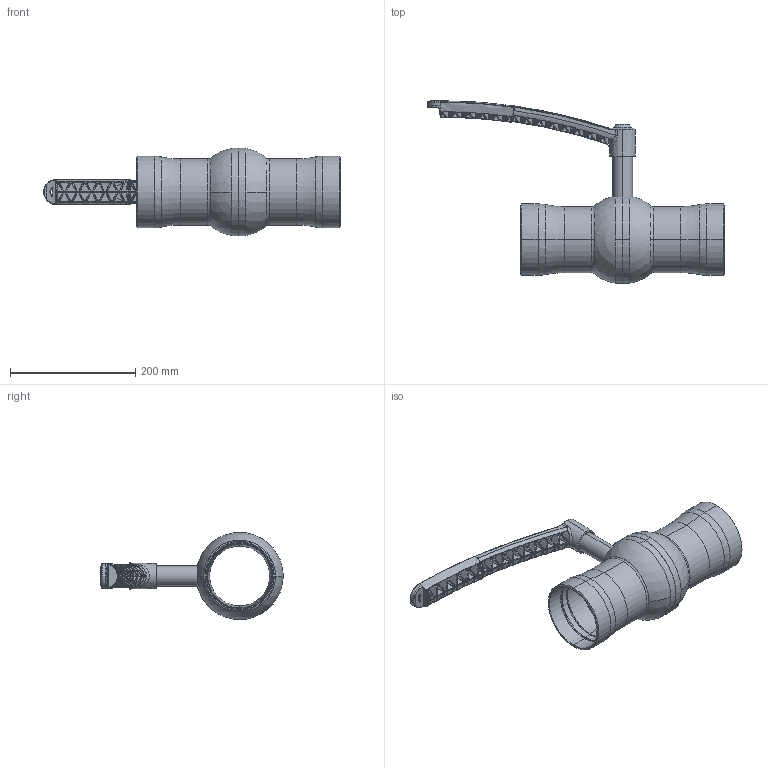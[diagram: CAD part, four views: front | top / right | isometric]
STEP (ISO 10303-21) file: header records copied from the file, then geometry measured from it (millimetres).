
FILE_DESCRIPTION (( 'STEP AP214' ), '1' );
FILE_NAME ('8500225100 010.step', '2025-05-29T08:09:47', ( '' ), ( '' ), 'SwSTEP 2.0', 'SolidWorks 2023', '' );
FILE_SCHEMA (( 'AUTOMOTIVE_DESIGN' ));
Length unit declared in the file: millimetre
Products named in the file (1): 8500225100 010
Bounding box: 473.42 x 290.98 x 139 mm (x, y, z)
Surface area: 266862.8 mm2 (no closed solid volume)
Topology: 0 solids, 17 shells, 826 faces, 3181 edges, 2251 vertices
Faces by surface type: bspline 391, plane 205, cylinder 110, cone 78, torus 37, sphere 5
Entity records: 64294 total; most frequent: CARTESIAN_POINT 44448, ORIENTED_EDGE 4395, EDGE_CURVE 3153, DIRECTION 2458, VERTEX_POINT 2251, B_SPLINE_CURVE_WITH_KNOTS 1869, AXIS2_PLACEMENT_3D 948, EDGE_LOOP 898
